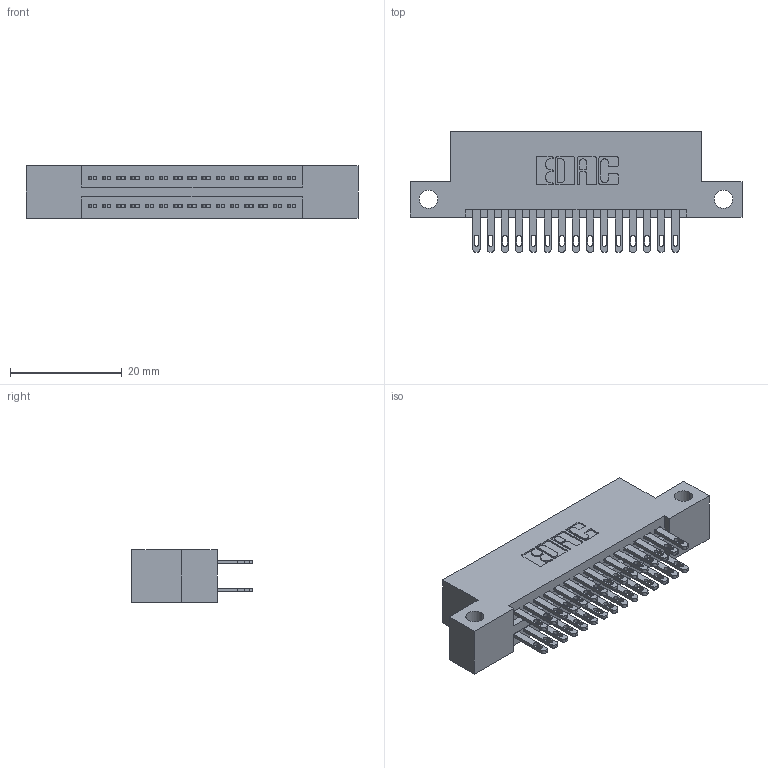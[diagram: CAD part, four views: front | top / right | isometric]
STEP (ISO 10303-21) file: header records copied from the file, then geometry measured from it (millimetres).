
FILE_DESCRIPTION (( 'STEP AP203' ), '1' );
FILE_NAME ('345-030-500-212.STEP', '2019-10-28T01:02:32', ( '' ), ( '' ), 'SwSTEP 2.0', 'SolidWorks 2016', '' );
FILE_SCHEMA (( 'CONFIG_CONTROL_DESIGN' ));
Length unit declared in the file: inch
Products named in the file (3): 345-292-001_345-293-100; 345 Part_Flush Mounting Lugs - Side Mount; 345-030-500-212
Assembly tree (31 placements, depth 2):
  345-030-500-212
    345 Part_Flush Mounting Lugs - Side Mount
    345-292-001_345-293-100  x30
Bounding box: 59.31 x 21.51 x 9.4 mm (x, y, z)
Volume: 5515.1 mm3; surface area: 7799.6 mm2
Topology: 31 solids, 31 shells, 1506 faces, 4571 edges, 3046 vertices
Faces by surface type: plane 890, cylinder 616
Entity records: 15337 total; most frequent: CARTESIAN_POINT 2596, ORIENTED_EDGE 2530, DIRECTION 2325, EDGE_CURVE 1265, LINE 1069, VECTOR 1069, VERTEX_POINT 842, AXIS2_PLACEMENT_3D 628
